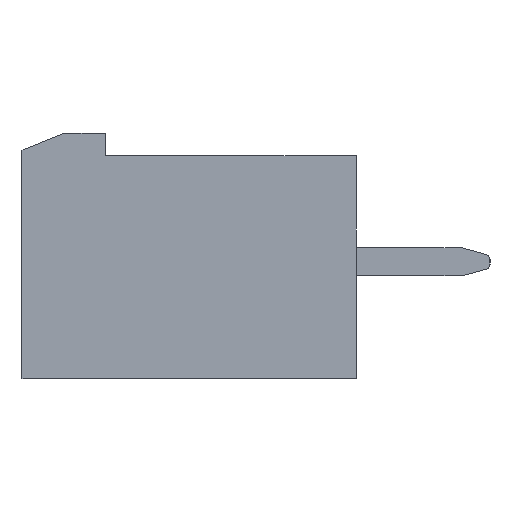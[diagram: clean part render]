
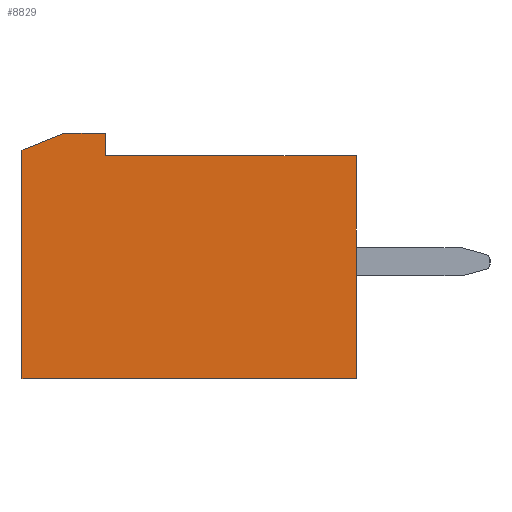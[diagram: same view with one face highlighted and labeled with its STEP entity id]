
A CAD part, left-side view. The second image highlights one B-rep face of the part: STEP entity #8829.
In plain terms, the highlighted planar face has unit normal (-1, 0, 0).
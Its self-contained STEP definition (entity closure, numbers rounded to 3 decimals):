
#150 = VERTEX_POINT ( 'NONE', #11776 ) ;
#246 = CARTESIAN_POINT ( 'NONE',  ( -0.705, 12., -8. ) ) ;
#1247 = VECTOR ( 'NONE', #13746, 1000. ) ;
#1750 = CARTESIAN_POINT ( 'NONE',  ( -0.705, 9.01, 0.8 ) ) ;
#1763 = DIRECTION ( 'NONE',  ( -1., 0., 0. ) ) ;
#1802 = VERTEX_POINT ( 'NONE', #11347 ) ;
#1826 = CARTESIAN_POINT ( 'NONE',  ( -0.705, 10.5, 0.8 ) ) ;
#1847 = VECTOR ( 'NONE', #8868, 1000. ) ;
#2047 = ORIENTED_EDGE ( 'NONE', *, *, #2069, .T. ) ;
#2069 = EDGE_CURVE ( 'NONE', #1802, #15881, #14055, .T. ) ;
#2199 = AXIS2_PLACEMENT_3D ( 'NONE', #9474, #1763, #10706 ) ;
#2274 = VERTEX_POINT ( 'NONE', #10252 ) ;
#2693 = EDGE_CURVE ( 'NONE', #2274, #3416, #13088, .T. ) ;
#2794 = VERTEX_POINT ( 'NONE', #5940 ) ;
#3291 = ORIENTED_EDGE ( 'NONE', *, *, #8436, .T. ) ;
#3416 = VERTEX_POINT ( 'NONE', #13564 ) ;
#3486 = VECTOR ( 'NONE', #8460, 1000. ) ;
#4536 = LINE ( 'NONE', #246, #7562 ) ;
#4709 = ORIENTED_EDGE ( 'NONE', *, *, #7581, .T. ) ;
#5075 = CARTESIAN_POINT ( 'NONE',  ( -0.705, 0., -8. ) ) ;
#5099 = CARTESIAN_POINT ( 'NONE',  ( -0.705, 9.01, 0. ) ) ;
#5940 = CARTESIAN_POINT ( 'NONE',  ( -0.705, 12., -8. ) ) ;
#6150 = DIRECTION ( 'NONE',  ( 0., 0.928, -0.371 ) ) ;
#6318 = EDGE_CURVE ( 'NONE', #6491, #2274, #8962, .T. ) ;
#6381 = DIRECTION ( 'NONE',  ( 0., 0., 1. ) ) ;
#6491 = VERTEX_POINT ( 'NONE', #8022 ) ;
#6518 = EDGE_CURVE ( 'NONE', #2794, #6491, #4536, .T. ) ;
#7041 = CARTESIAN_POINT ( 'NONE',  ( -0.705, 12., 0.2 ) ) ;
#7498 = ORIENTED_EDGE ( 'NONE', *, *, #9134, .T. ) ;
#7562 = VECTOR ( 'NONE', #8084, 1000. ) ;
#7581 = EDGE_CURVE ( 'NONE', #15881, #2794, #11224, .T. ) ;
#8022 = CARTESIAN_POINT ( 'NONE',  ( -0.705, 0., -8. ) ) ;
#8084 = DIRECTION ( 'NONE',  ( 0., -1., 0. ) ) ;
#8166 = EDGE_LOOP ( 'NONE', ( #12102, #16158, #12617, #7498, #3291, #2047, #4709 ) ) ;
#8436 = EDGE_CURVE ( 'NONE', #150, #1802, #13664, .T. ) ;
#8460 = DIRECTION ( 'NONE',  ( 0., 1., 0. ) ) ;
#8685 = CARTESIAN_POINT ( 'NONE',  ( -0.705, 0., 0. ) ) ;
#8829 = ADVANCED_FACE ( 'NONE', ( #10041 ), #14290, .T. ) ;
#8868 = DIRECTION ( 'NONE',  ( 0., 0., -1. ) ) ;
#8962 = LINE ( 'NONE', #5075, #1247 ) ;
#9134 = EDGE_CURVE ( 'NONE', #3416, #150, #12309, .T. ) ;
#9474 = CARTESIAN_POINT ( 'NONE',  ( -0.705, 0., 0. ) ) ;
#10041 = FACE_OUTER_BOUND ( 'NONE', #8166, .T. ) ;
#10252 = CARTESIAN_POINT ( 'NONE',  ( -0.705, 0., 0. ) ) ;
#10706 = DIRECTION ( 'NONE',  ( 0., 0., 1. ) ) ;
#11224 = LINE ( 'NONE', #16072, #1847 ) ;
#11347 = CARTESIAN_POINT ( 'NONE',  ( -0.705, 10.5, 0.8 ) ) ;
#11776 = CARTESIAN_POINT ( 'NONE',  ( -0.705, 9.01, 0.8 ) ) ;
#11902 = VECTOR ( 'NONE', #6381, 1000. ) ;
#12102 = ORIENTED_EDGE ( 'NONE', *, *, #6518, .T. ) ;
#12309 = LINE ( 'NONE', #5099, #11902 ) ;
#12617 = ORIENTED_EDGE ( 'NONE', *, *, #2693, .T. ) ;
#13088 = LINE ( 'NONE', #8685, #3486 ) ;
#13274 = VECTOR ( 'NONE', #15522, 1000. ) ;
#13564 = CARTESIAN_POINT ( 'NONE',  ( -0.705, 9.01, 0. ) ) ;
#13664 = LINE ( 'NONE', #1750, #13274 ) ;
#13682 = VECTOR ( 'NONE', #6150, 1000. ) ;
#13746 = DIRECTION ( 'NONE',  ( 0., 0., 1. ) ) ;
#14055 = LINE ( 'NONE', #1826, #13682 ) ;
#14290 = PLANE ( 'NONE',  #2199 ) ;
#15522 = DIRECTION ( 'NONE',  ( 0., 1., 0. ) ) ;
#15881 = VERTEX_POINT ( 'NONE', #7041 ) ;
#16072 = CARTESIAN_POINT ( 'NONE',  ( -0.705, 12., 0.2 ) ) ;
#16158 = ORIENTED_EDGE ( 'NONE', *, *, #6318, .T. ) ;
